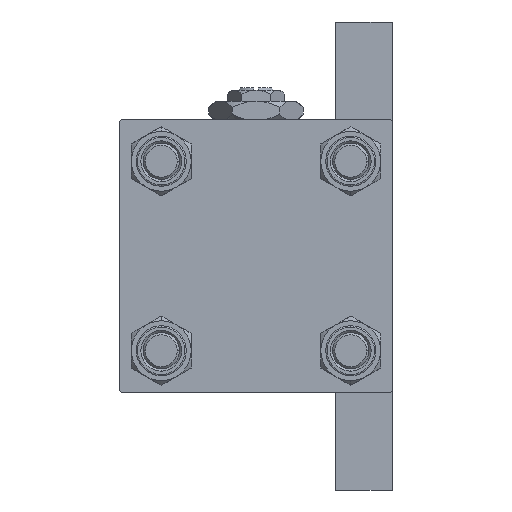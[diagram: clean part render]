
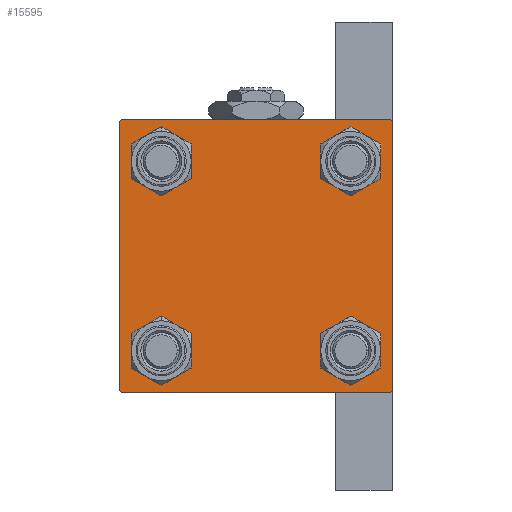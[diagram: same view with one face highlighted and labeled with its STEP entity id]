
A CAD part, left-side view. The second image highlights one B-rep face of the part: STEP entity #15595.
In plain terms, the highlighted planar face has unit normal (-1, 0, 0).
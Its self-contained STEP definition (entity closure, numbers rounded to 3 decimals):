
#1312 = CARTESIAN_POINT ( 'NONE',  ( 0., -29.5, 30. ) ) ;
#1816 = CARTESIAN_POINT ( 'NONE',  ( 0., 20.85, -16.35 ) ) ;
#1828 = VECTOR ( 'NONE', #9713, 1000. ) ;
#2154 = ORIENTED_EDGE ( 'NONE', *, *, #27610, .T. ) ;
#2324 = CARTESIAN_POINT ( 'NONE',  ( 0., 20.85, -25.35 ) ) ;
#2488 = ORIENTED_EDGE ( 'NONE', *, *, #23719, .T. ) ;
#2624 = VECTOR ( 'NONE', #21933, 1000. ) ;
#2674 = ORIENTED_EDGE ( 'NONE', *, *, #31800, .T. ) ;
#2782 = CARTESIAN_POINT ( 'NONE',  ( 0., 20.85, 20.85 ) ) ;
#3057 = EDGE_CURVE ( 'NONE', #30359, #33464, #28402, .T. ) ;
#3102 = AXIS2_PLACEMENT_3D ( 'NONE', #43388, #9700, #23868 ) ;
#3391 = EDGE_CURVE ( 'NONE', #41797, #7950, #16148, .T. ) ;
#4515 = DIRECTION ( 'NONE',  ( 0., -1., 0. ) ) ;
#4825 = AXIS2_PLACEMENT_3D ( 'NONE', #2782, #22273, #34094 ) ;
#4939 = DIRECTION ( 'NONE',  ( 0., 0., 1. ) ) ;
#5405 = DIRECTION ( 'NONE',  ( 0., 0., 1. ) ) ;
#5843 = FACE_BOUND ( 'NONE', #24965, .T. ) ;
#5898 = EDGE_LOOP ( 'NONE', ( #33958, #35536 ) ) ;
#6182 = DIRECTION ( 'NONE',  ( 1., 0., 0. ) ) ;
#6436 = CARTESIAN_POINT ( 'NONE',  ( 0., -20.85, -20.85 ) ) ;
#6551 = CARTESIAN_POINT ( 'NONE',  ( 0., 29.75, 29.75 ) ) ;
#6623 = CARTESIAN_POINT ( 'NONE',  ( 0., 20.85, 20.85 ) ) ;
#7092 = CARTESIAN_POINT ( 'NONE',  ( 0., 29.75, -29.75 ) ) ;
#7254 = DIRECTION ( 'NONE',  ( 0., 0., -1. ) ) ;
#7274 = ORIENTED_EDGE ( 'NONE', *, *, #3057, .T. ) ;
#7723 = CARTESIAN_POINT ( 'NONE',  ( 0., -20.85, 20.85 ) ) ;
#7950 = VERTEX_POINT ( 'NONE', #9658 ) ;
#8197 = VERTEX_POINT ( 'NONE', #42165 ) ;
#8732 = FACE_BOUND ( 'NONE', #5898, .T. ) ;
#8767 = EDGE_CURVE ( 'NONE', #7950, #41797, #25324, .T. ) ;
#8881 = VECTOR ( 'NONE', #28959, 1000. ) ;
#8957 = DIRECTION ( 'NONE',  ( 0., -0.707, 0.707 ) ) ;
#9658 = CARTESIAN_POINT ( 'NONE',  ( 0., 20.85, 25.35 ) ) ;
#9700 = DIRECTION ( 'NONE',  ( -1., 0., 0. ) ) ;
#9713 = DIRECTION ( 'NONE',  ( 0., 0.707, 0.707 ) ) ;
#9881 = ORIENTED_EDGE ( 'NONE', *, *, #33819, .T. ) ;
#10686 = CIRCLE ( 'NONE', #40182, 4.5 ) ;
#10801 = ORIENTED_EDGE ( 'NONE', *, *, #18601, .F. ) ;
#10876 = CARTESIAN_POINT ( 'NONE',  ( 0., -20.85, -20.85 ) ) ;
#11150 = CARTESIAN_POINT ( 'NONE',  ( 0., 30., -29.5 ) ) ;
#11179 = ORIENTED_EDGE ( 'NONE', *, *, #25491, .T. ) ;
#11199 = AXIS2_PLACEMENT_3D ( 'NONE', #6623, #37953, #34089 ) ;
#11240 = ORIENTED_EDGE ( 'NONE', *, *, #27120, .T. ) ;
#11523 = VERTEX_POINT ( 'NONE', #1816 ) ;
#12483 = CARTESIAN_POINT ( 'NONE',  ( 0., 30., -30. ) ) ;
#13149 = EDGE_LOOP ( 'NONE', ( #11179, #37331 ) ) ;
#14726 = LINE ( 'NONE', #42922, #23188 ) ;
#14735 = DIRECTION ( 'NONE',  ( 1., 0., 0. ) ) ;
#15507 = VERTEX_POINT ( 'NONE', #19036 ) ;
#15595 = ADVANCED_FACE ( 'NONE', ( #5843, #24119, #31579, #8732, #31842 ), #25588, .T. ) ;
#16148 = CIRCLE ( 'NONE', #11199, 4.5 ) ;
#16749 = CARTESIAN_POINT ( 'NONE',  ( 0., 20.85, -20.85 ) ) ;
#16843 = CARTESIAN_POINT ( 'NONE',  ( 0., -30., 30. ) ) ;
#16918 = CARTESIAN_POINT ( 'NONE',  ( 0., -29.75, -29.75 ) ) ;
#17385 = EDGE_CURVE ( 'NONE', #41821, #25924, #24364, .T. ) ;
#17655 = DIRECTION ( 'NONE',  ( 1., 0., 0. ) ) ;
#18601 = EDGE_CURVE ( 'NONE', #15507, #25870, #36093, .T. ) ;
#18665 = VECTOR ( 'NONE', #36344, 1000. ) ;
#18938 = VERTEX_POINT ( 'NONE', #2324 ) ;
#19036 = CARTESIAN_POINT ( 'NONE',  ( 0., -30., 29.5 ) ) ;
#19158 = LINE ( 'NONE', #7092, #23943 ) ;
#19751 = AXIS2_PLACEMENT_3D ( 'NONE', #21060, #40580, #5405 ) ;
#20062 = EDGE_CURVE ( 'NONE', #46352, #23871, #36670, .T. ) ;
#20484 = DIRECTION ( 'NONE',  ( 0., 0., 1. ) ) ;
#21060 = CARTESIAN_POINT ( 'NONE',  ( 0., 20.85, -20.85 ) ) ;
#21771 = AXIS2_PLACEMENT_3D ( 'NONE', #16749, #41129, #4939 ) ;
#21933 = DIRECTION ( 'NONE',  ( 0., 0.707, -0.707 ) ) ;
#22008 = EDGE_LOOP ( 'NONE', ( #9881, #2674, #42983, #28041, #10801, #2154, #34024, #11240 ) ) ;
#22273 = DIRECTION ( 'NONE',  ( 1., 0., 0. ) ) ;
#22502 = CARTESIAN_POINT ( 'NONE',  ( 0., -20.85, 25.35 ) ) ;
#23131 = DIRECTION ( 'NONE',  ( 1., 0., 0. ) ) ;
#23188 = VECTOR ( 'NONE', #7254, 1000. ) ;
#23592 = VECTOR ( 'NONE', #4515, 1000. ) ;
#23719 = EDGE_CURVE ( 'NONE', #25924, #41821, #10686, .T. ) ;
#23868 = DIRECTION ( 'NONE',  ( 0., 0., 1. ) ) ;
#23871 = VERTEX_POINT ( 'NONE', #1312 ) ;
#23943 = VECTOR ( 'NONE', #46634, 1000. ) ;
#24119 = FACE_BOUND ( 'NONE', #34551, .T. ) ;
#24364 = CIRCLE ( 'NONE', #44992, 4.5 ) ;
#24958 = AXIS2_PLACEMENT_3D ( 'NONE', #10876, #14735, #46545 ) ;
#24965 = EDGE_LOOP ( 'NONE', ( #2488, #46083 ) ) ;
#25148 = ORIENTED_EDGE ( 'NONE', *, *, #38873, .T. ) ;
#25324 = CIRCLE ( 'NONE', #4825, 4.5 ) ;
#25352 = CARTESIAN_POINT ( 'NONE',  ( 0., 30., 30. ) ) ;
#25491 = EDGE_CURVE ( 'NONE', #11523, #18938, #41907, .T. ) ;
#25588 = PLANE ( 'NONE',  #3102 ) ;
#25870 = VERTEX_POINT ( 'NONE', #47144 ) ;
#25924 = VERTEX_POINT ( 'NONE', #22502 ) ;
#26101 = LINE ( 'NONE', #29958, #1828 ) ;
#26850 = LINE ( 'NONE', #12483, #23592 ) ;
#27120 = EDGE_CURVE ( 'NONE', #46352, #45679, #30154, .T. ) ;
#27610 = EDGE_CURVE ( 'NONE', #15507, #23871, #26101, .T. ) ;
#28041 = ORIENTED_EDGE ( 'NONE', *, *, #33547, .T. ) ;
#28402 = CIRCLE ( 'NONE', #34172, 4.5 ) ;
#28412 = CARTESIAN_POINT ( 'NONE',  ( 0., 20.85, 16.35 ) ) ;
#28959 = DIRECTION ( 'NONE',  ( 0., -1., 0. ) ) ;
#29718 = VECTOR ( 'NONE', #8957, 1000. ) ;
#29958 = CARTESIAN_POINT ( 'NONE',  ( 0., -29.75, 29.75 ) ) ;
#30154 = LINE ( 'NONE', #6551, #2624 ) ;
#30359 = VERTEX_POINT ( 'NONE', #35996 ) ;
#31579 = FACE_BOUND ( 'NONE', #13149, .T. ) ;
#31800 = EDGE_CURVE ( 'NONE', #45792, #8197, #19158, .T. ) ;
#31842 = FACE_OUTER_BOUND ( 'NONE', #22008, .T. ) ;
#33464 = VERTEX_POINT ( 'NONE', #39756 ) ;
#33547 = EDGE_CURVE ( 'NONE', #39135, #25870, #44118, .T. ) ;
#33819 = EDGE_CURVE ( 'NONE', #45679, #45792, #14726, .T. ) ;
#33958 = ORIENTED_EDGE ( 'NONE', *, *, #8767, .T. ) ;
#34024 = ORIENTED_EDGE ( 'NONE', *, *, #20062, .F. ) ;
#34089 = DIRECTION ( 'NONE',  ( 0., 0., 1. ) ) ;
#34094 = DIRECTION ( 'NONE',  ( 0., 0., 1. ) ) ;
#34172 = AXIS2_PLACEMENT_3D ( 'NONE', #6436, #6182, #41610 ) ;
#34509 = CARTESIAN_POINT ( 'NONE',  ( 0., 30., 29.5 ) ) ;
#34551 = EDGE_LOOP ( 'NONE', ( #25148, #7274 ) ) ;
#35536 = ORIENTED_EDGE ( 'NONE', *, *, #3391, .T. ) ;
#35867 = CARTESIAN_POINT ( 'NONE',  ( 0., -20.85, 16.35 ) ) ;
#35996 = CARTESIAN_POINT ( 'NONE',  ( 0., -20.85, -25.35 ) ) ;
#36093 = LINE ( 'NONE', #16843, #18665 ) ;
#36344 = DIRECTION ( 'NONE',  ( 0., 0., -1. ) ) ;
#36670 = LINE ( 'NONE', #25352, #8881 ) ;
#36760 = CARTESIAN_POINT ( 'NONE',  ( 0., -29.5, -30. ) ) ;
#37166 = CARTESIAN_POINT ( 'NONE',  ( 0., -20.85, 20.85 ) ) ;
#37331 = ORIENTED_EDGE ( 'NONE', *, *, #41038, .T. ) ;
#37953 = DIRECTION ( 'NONE',  ( 1., 0., 0. ) ) ;
#38873 = EDGE_CURVE ( 'NONE', #33464, #30359, #40566, .T. ) ;
#39135 = VERTEX_POINT ( 'NONE', #36760 ) ;
#39756 = CARTESIAN_POINT ( 'NONE',  ( 0., -20.85, -16.35 ) ) ;
#40182 = AXIS2_PLACEMENT_3D ( 'NONE', #7723, #23131, #42656 ) ;
#40566 = CIRCLE ( 'NONE', #24958, 4.5 ) ;
#40580 = DIRECTION ( 'NONE',  ( 1., 0., 0. ) ) ;
#41038 = EDGE_CURVE ( 'NONE', #18938, #11523, #43917, .T. ) ;
#41129 = DIRECTION ( 'NONE',  ( 1., 0., 0. ) ) ;
#41344 = CARTESIAN_POINT ( 'NONE',  ( 0., 29.5, 30. ) ) ;
#41610 = DIRECTION ( 'NONE',  ( 0., 0., 1. ) ) ;
#41797 = VERTEX_POINT ( 'NONE', #28412 ) ;
#41821 = VERTEX_POINT ( 'NONE', #35867 ) ;
#41907 = CIRCLE ( 'NONE', #19751, 4.5 ) ;
#42165 = CARTESIAN_POINT ( 'NONE',  ( 0., 29.5, -30. ) ) ;
#42656 = DIRECTION ( 'NONE',  ( 0., 0., 1. ) ) ;
#42922 = CARTESIAN_POINT ( 'NONE',  ( 0., 30., 30. ) ) ;
#42983 = ORIENTED_EDGE ( 'NONE', *, *, #45549, .T. ) ;
#43388 = CARTESIAN_POINT ( 'NONE',  ( 0., 0., 0. ) ) ;
#43917 = CIRCLE ( 'NONE', #21771, 4.5 ) ;
#44118 = LINE ( 'NONE', #16918, #29718 ) ;
#44992 = AXIS2_PLACEMENT_3D ( 'NONE', #37166, #17655, #20484 ) ;
#45549 = EDGE_CURVE ( 'NONE', #8197, #39135, #26850, .T. ) ;
#45679 = VERTEX_POINT ( 'NONE', #34509 ) ;
#45792 = VERTEX_POINT ( 'NONE', #11150 ) ;
#46083 = ORIENTED_EDGE ( 'NONE', *, *, #17385, .T. ) ;
#46352 = VERTEX_POINT ( 'NONE', #41344 ) ;
#46545 = DIRECTION ( 'NONE',  ( 0., 0., 1. ) ) ;
#46634 = DIRECTION ( 'NONE',  ( 0., -0.707, -0.707 ) ) ;
#47144 = CARTESIAN_POINT ( 'NONE',  ( 0., -30., -29.5 ) ) ;
